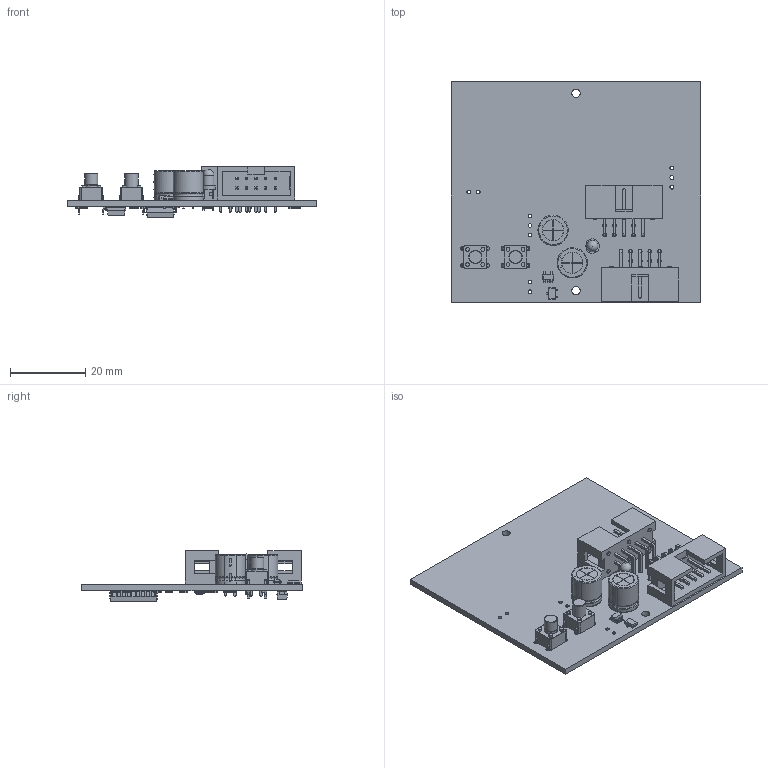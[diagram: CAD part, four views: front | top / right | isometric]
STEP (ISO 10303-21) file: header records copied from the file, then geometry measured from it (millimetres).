
FILE_DESCRIPTION(('FreeCAD Model'),'2;1');
FILE_NAME('CC_SSD_02.step', '2018-04-24T12:19:13',(''),(''),'Open CASCADE STEP processor 7.2', 'FreeCAD','Unknown');
FILE_SCHEMA(('AUTOMOTIVE_DESIGN { 1 0 10303 214 1 1 1 1 }'));
Length unit declared in the file: millimetre
Products named in the file (34): CC_SSD_02; Board_Geoms; Pcb; PCB_Sketch; Step_Models; Top; CP_Radial_D80mm_P250mm_; CP_Radial_D80mm_P250mm_001; LED_D3.0mm_; IDC_Header_2x05_P254mm_Horizontal_; SW_PUSH_6mm_; SW_PUSH_6mm_h7.3mm_; SW_PUSH_6mm_h7.3mm_001; SOT_23W_001; SOT_23_5_; IDC_Header_2x05_P254mm_Horizontal_001; Bot; D_SMA_; SOIC_20W_75x128mm_P127mm_; SOT_23W_; R_0805_2012Metric_; R_0805_2012Metric_001; R_0805_2012Metric_002; R_0805_2012Metric_003; R_0805_2012Metric_004; R_0805_2012Metric_005; R_0805_2012Metric_006; R_0805_2012Metric_007; R_0805_2012Metric_008; R_0805_2012Metric_009; R_0805_2012Metric_010; R_0805_2012Metric_011; R_0805_2012Metric_012; R_0805_2012Metric_013
Assembly tree (33 placements, depth 4):
  CC_SSD_02
    Board_Geoms
      Pcb
      PCB_Sketch
    Step_Models
      Top
        CP_Radial_D80mm_P250mm_
        CP_Radial_D80mm_P250mm_001
        LED_D3.0mm_
        IDC_Header_2x05_P254mm_Horizontal_
        SW_PUSH_6mm_
        SW_PUSH_6mm_h7.3mm_
        SW_PUSH_6mm_h7.3mm_001
        SOT_23W_001
        SOT_23_5_
        IDC_Header_2x05_P254mm_Horizontal_001
      Bot
        D_SMA_
        SOIC_20W_75x128mm_P127mm_
        SOT_23W_
        R_0805_2012Metric_
        R_0805_2012Metric_001
        R_0805_2012Metric_002
        R_0805_2012Metric_003
        R_0805_2012Metric_004
        R_0805_2012Metric_005
        R_0805_2012Metric_006
        R_0805_2012Metric_007
        R_0805_2012Metric_008
        R_0805_2012Metric_009
        R_0805_2012Metric_010
        R_0805_2012Metric_011
        R_0805_2012Metric_012
        R_0805_2012Metric_013
Bounding box: 66.04 x 58.42 x 13.45 mm (x, y, z)
Volume: 9353 mm3; surface area: 13437.7 mm2
Topology: 28 solids, 30 shells, 2003 faces, 5130 edges, 3259 vertices
Faces by surface type: plane 1350, cylinder 480, bspline 153, revolution 12, torus 7, sphere 1
Full cylindrical faces by diameter (mm): 0.5 x4, 0.6 x1, 0.8 x4, 0.9 x2, 1 x54, 1.1 x8, 2.2 x2, 3 x1, 3.5 x3
Entity records: 75712 total; most frequent: CARTESIAN_POINT 12859, ORIENTED_EDGE 10254, DIRECTION 9682, EDGE_CURVE 5127, LINE 3904, VECTOR 3904, VERTEX_POINT 3252, AXIS2_PLACEMENT_3D 2883
